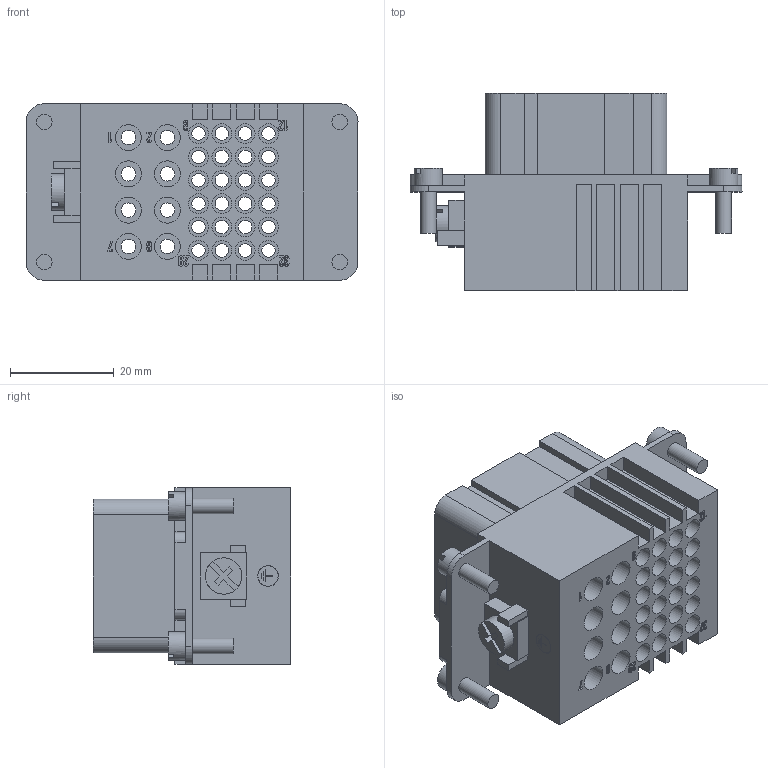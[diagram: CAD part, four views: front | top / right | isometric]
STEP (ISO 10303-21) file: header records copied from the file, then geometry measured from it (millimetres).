
FILE_DESCRIPTION(/* description */ (''),/* implementation_level */ '2;1');
FILE_NAME(/* name */ '100095237ugm000_b.stp',/* time_stamp */ '2017-10-27T15:28:19+02:00',/* author */ (''),/* organization */ (''),/* preprocessor_version */ 'ST-DEVELOPER v16',/* originating_system */ 'SIEMENS PLM Software NX 10.0',/* authorisation */ '');
FILE_SCHEMA (('AUTOMOTIVE_DESIGN { 1 0 10303 214 3 1 1 1 }'));
Length unit declared in the file: millimetre
Products named in the file (1): 100095237ugm000_b
Bounding box: 64 x 38 x 34 mm (x, y, z)
Volume: 34541.1 mm3; surface area: 26232.1 mm2
Topology: 1 solids, 1 shells, 804 faces, 1988 edges, 1357 vertices
Faces by surface type: plane 612, cylinder 188, bspline 4
Full cylindrical faces by diameter (mm): 0.527 x1, 0.69 x1, 2.6 x24, 2.8 x8, 3 x32, 3.8 x24, 3.9 x1, 4 x25, 5 x8, 5.5 x4, 6 x8, 7 x1
Entity records: 27283 total; most frequent: CARTESIAN_POINT 4137, DIRECTION 3819, ORIENTED_EDGE 3702, EDGE_CURVE 1851, LINE 1429, VECTOR 1429, VERTEX_POINT 1324, AXIS2_PLACEMENT_3D 1195
